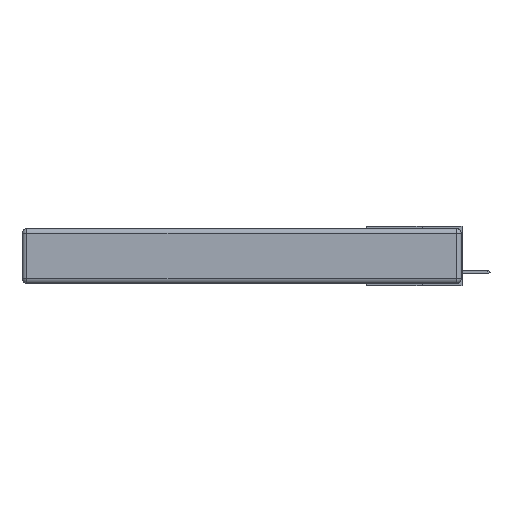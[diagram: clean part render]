
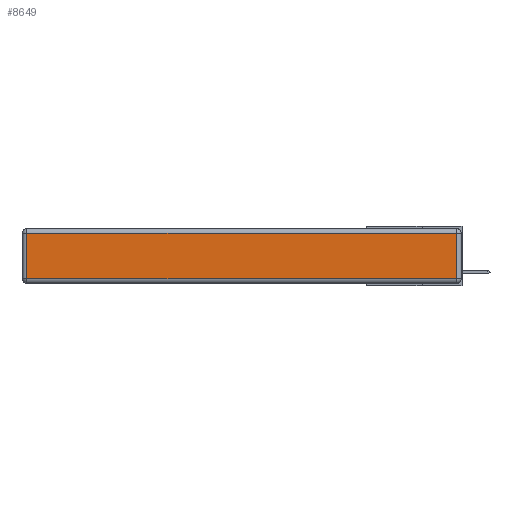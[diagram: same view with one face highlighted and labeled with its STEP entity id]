
A CAD part, left-side view. The second image highlights one B-rep face of the part: STEP entity #8649.
In plain terms, the highlighted planar face has unit normal (-1, 0, 0).
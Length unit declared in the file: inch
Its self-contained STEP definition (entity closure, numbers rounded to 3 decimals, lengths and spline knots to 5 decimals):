
#56 = ORIENTED_EDGE ( 'NONE', *, *, #10635, .T. ) ;
#403 = CARTESIAN_POINT ( 'NONE',  ( 0., 0., -0.343 ) ) ;
#1294 = DIRECTION ( 'NONE',  ( 0., 1., 0. ) ) ;
#2265 = VECTOR ( 'NONE', #7227, 39.37008 ) ;
#3750 = LINE ( 'NONE', #5769, #2265 ) ;
#3944 = VECTOR ( 'NONE', #1294, 39.37008 ) ;
#4935 = LINE ( 'NONE', #16954, #3944 ) ;
#5769 = CARTESIAN_POINT ( 'NONE',  ( 0., 0., -0.313 ) ) ;
#5896 = VERTEX_POINT ( 'NONE', #20010 ) ;
#6234 = VECTOR ( 'NONE', #13940, 39.37008 ) ;
#7227 = DIRECTION ( 'NONE',  ( 0., -1., 0. ) ) ;
#7350 = DIRECTION ( 'NONE',  ( 0., 0., 1. ) ) ;
#7743 = FACE_OUTER_BOUND ( 'NONE', #11912, .T. ) ;
#8649 = ADVANCED_FACE ( 'NONE', ( #7743 ), #12898, .T. ) ;
#9809 = VERTEX_POINT ( 'NONE', #19305 ) ;
#10111 = AXIS2_PLACEMENT_3D ( 'NONE', #403, #17880, #7350 ) ;
#10635 = EDGE_CURVE ( 'NONE', #18632, #9809, #19078, .T. ) ;
#11912 = EDGE_LOOP ( 'NONE', ( #14577, #17510, #16843, #56 ) ) ;
#12321 = CARTESIAN_POINT ( 'NONE',  ( 0., 2.72, -0.343 ) ) ;
#12898 = PLANE ( 'NONE',  #10111 ) ;
#13146 = VECTOR ( 'NONE', #15429, 39.37008 ) ;
#13416 = LINE ( 'NONE', #13736, #6234 ) ;
#13736 = CARTESIAN_POINT ( 'NONE',  ( 0., 0.03, -0.343 ) ) ;
#13940 = DIRECTION ( 'NONE',  ( 0., 0., 1. ) ) ;
#14413 = EDGE_CURVE ( 'NONE', #20216, #5896, #13416, .T. ) ;
#14577 = ORIENTED_EDGE ( 'NONE', *, *, #14979, .T. ) ;
#14979 = EDGE_CURVE ( 'NONE', #9809, #20216, #3750, .T. ) ;
#15357 = CARTESIAN_POINT ( 'NONE',  ( 0., 0.03, -0.313 ) ) ;
#15429 = DIRECTION ( 'NONE',  ( 0., 0., -1. ) ) ;
#16843 = ORIENTED_EDGE ( 'NONE', *, *, #18822, .T. ) ;
#16954 = CARTESIAN_POINT ( 'NONE',  ( 0., 2.75, -0.03 ) ) ;
#17510 = ORIENTED_EDGE ( 'NONE', *, *, #14413, .T. ) ;
#17880 = DIRECTION ( 'NONE',  ( -1., 0., 0. ) ) ;
#18632 = VERTEX_POINT ( 'NONE', #19933 ) ;
#18822 = EDGE_CURVE ( 'NONE', #5896, #18632, #4935, .T. ) ;
#19078 = LINE ( 'NONE', #12321, #13146 ) ;
#19305 = CARTESIAN_POINT ( 'NONE',  ( 0., 2.72, -0.313 ) ) ;
#19933 = CARTESIAN_POINT ( 'NONE',  ( 0., 2.72, -0.03 ) ) ;
#20010 = CARTESIAN_POINT ( 'NONE',  ( 0., 0.03, -0.03 ) ) ;
#20216 = VERTEX_POINT ( 'NONE', #15357 ) ;
